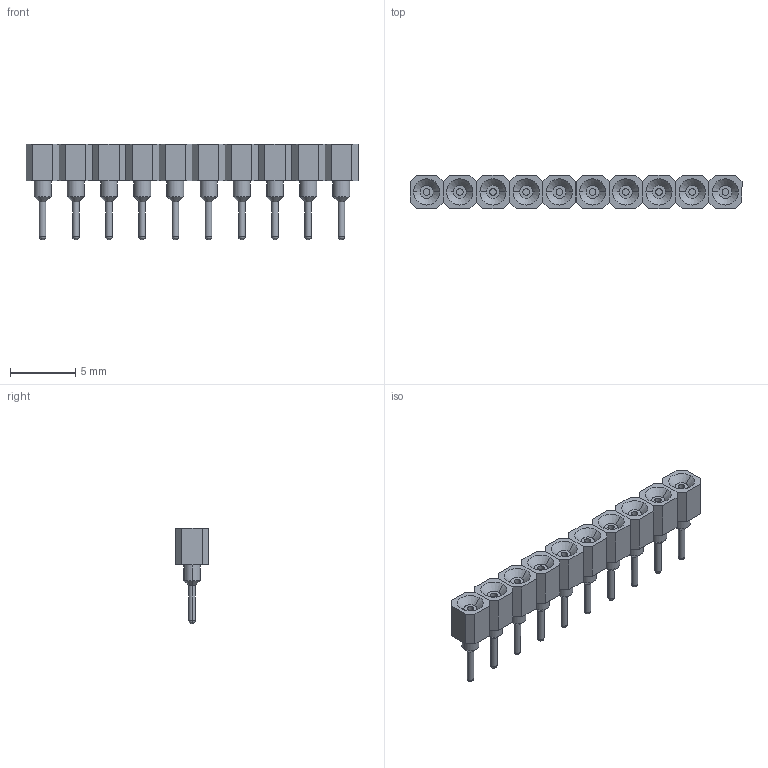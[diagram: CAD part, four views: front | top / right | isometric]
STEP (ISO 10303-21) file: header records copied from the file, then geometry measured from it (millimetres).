
FILE_DESCRIPTION((''),'2;1');
FILE_NAME('TYCO_1814655-7.stp','2009-02-18T11:45:26',(''),(''),'Mechanical Desktop 2006','Mechanical Desktop 2006',', , ');
FILE_SCHEMA(('AUTOMOTIVE_DESIGN { 1 2 10303 214 0 1 1 1 }'));
Length unit declared in the file: millimetre
Products named in the file (1): Product
Bounding box: 25.4 x 2.54 x 7.3 mm (x, y, z)
Volume: 177.1 mm3; surface area: 540.4 mm2
Topology: 30 solids, 30 shells, 260 faces, 560 edges, 350 vertices
Faces by surface type: plane 140, cylinder 60, cone 40, sphere 20
Entity records: 6867 total; most frequent: DIRECTION 1242, CARTESIAN_POINT 1131, ORIENTED_EDGE 1060, EDGE_CURVE 530, AXIS2_PLACEMENT_3D 451, VERTEX_POINT 340, VECTOR 340, LINE 340
